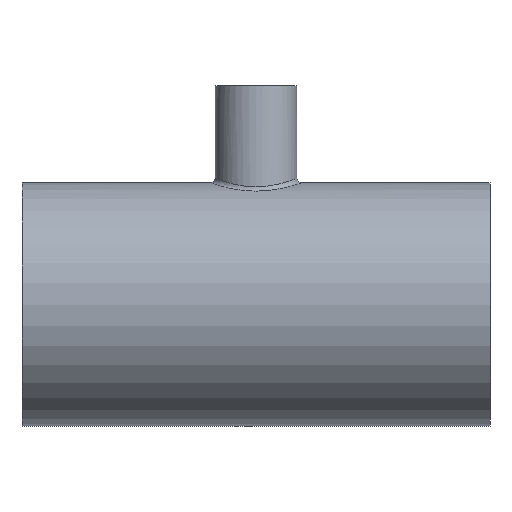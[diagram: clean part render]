
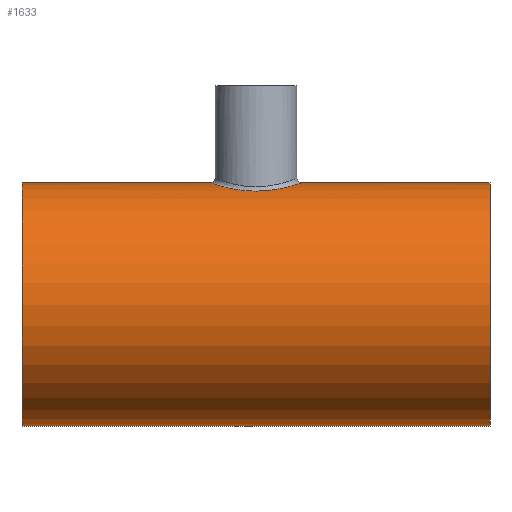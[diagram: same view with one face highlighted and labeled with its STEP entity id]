
A CAD part, front view. The second image highlights one B-rep face of the part: STEP entity #1633.
In plain terms, the highlighted cylindrical face has radius 52 mm (diameter 104 mm), a full revolution.
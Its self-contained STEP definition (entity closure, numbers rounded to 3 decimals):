
#1452=CARTESIAN_POINT('',(0.,-18.778,48.491));
#1453=VERTEX_POINT('',#1452);
#1532=CARTESIAN_POINT('',(0.,-18.778,48.491));
#1533=CARTESIAN_POINT('',(0.,-18.778,48.491));
#1534=CARTESIAN_POINT('',(0.,-18.778,48.491));
#1535=CARTESIAN_POINT('',(0.,-18.778,48.491));
#1536=CARTESIAN_POINT('',(1.099,-18.778,48.491));
#1537=CARTESIAN_POINT('',(2.563,-18.658,48.538));
#1538=CARTESIAN_POINT('',(4.72,-18.243,48.695));
#1539=CARTESIAN_POINT('',(6.485,-17.751,48.878));
#1540=CARTESIAN_POINT('',(8.497,-16.945,49.165));
#1541=CARTESIAN_POINT('',(10.412,-15.924,49.507));
#1542=CARTESIAN_POINT('',(12.046,-14.805,49.853));
#1543=CARTESIAN_POINT('',(13.142,-13.887,50.113));
#1544=CARTESIAN_POINT('',(14.176,-12.919,50.373));
#1545=CARTESIAN_POINT('',(15.421,-11.58,50.707));
#1546=CARTESIAN_POINT('',(16.66,-9.838,51.073));
#1547=CARTESIAN_POINT('',(17.569,-8.187,51.357));
#1548=CARTESIAN_POINT('',(18.347,-6.48,51.608));
#1549=CARTESIAN_POINT('',(19.004,-4.447,51.829));
#1550=CARTESIAN_POINT('',(19.334,-2.589,51.942));
#1551=CARTESIAN_POINT('',(19.518,-0.717,52.006));
#1552=CARTESIAN_POINT('',(19.519,0.942,52.006));
#1553=CARTESIAN_POINT('',(19.299,2.81,51.93));
#1554=CARTESIAN_POINT('',(19.025,4.201,51.836));
#1555=CARTESIAN_POINT('',(18.675,5.451,51.718));
#1556=CARTESIAN_POINT('',(18.361,6.338,51.614));
#1557=CARTESIAN_POINT('',(17.841,7.645,51.444));
#1558=CARTESIAN_POINT('',(16.94,9.444,51.155));
#1559=CARTESIAN_POINT('',(15.285,11.771,50.667));
#1560=CARTESIAN_POINT('',(13.322,13.806,50.147));
#1561=CARTESIAN_POINT('',(11.425,15.268,49.713));
#1562=CARTESIAN_POINT('',(9.887,16.2,49.413));
#1563=CARTESIAN_POINT('',(9.037,16.645,49.264));
#1564=CARTESIAN_POINT('',(7.308,17.471,48.982));
#1565=CARTESIAN_POINT('',(5.333,18.142,48.734));
#1566=CARTESIAN_POINT('',(2.931,18.582,48.567));
#1567=CARTESIAN_POINT('',(1.476,18.742,48.505));
#1568=CARTESIAN_POINT('',(-0.484,18.813,48.477));
#1569=CARTESIAN_POINT('',(-2.679,18.655,48.539));
#1570=CARTESIAN_POINT('',(-4.6,18.267,48.686));
#1571=CARTESIAN_POINT('',(-6.,17.878,48.831));
#1572=CARTESIAN_POINT('',(-7.147,17.49,48.971));
#1573=CARTESIAN_POINT('',(-8.934,16.738,49.236));
#1574=CARTESIAN_POINT('',(-11.048,15.557,49.627));
#1575=CARTESIAN_POINT('',(-13.304,13.823,50.142));
#1576=CARTESIAN_POINT('',(-14.957,12.111,50.58));
#1577=CARTESIAN_POINT('',(-16.038,10.705,50.89));
#1578=CARTESIAN_POINT('',(-16.562,9.921,51.046));
#1579=CARTESIAN_POINT('',(-17.463,8.457,51.32));
#1580=CARTESIAN_POINT('',(-18.323,6.635,51.599));
#1581=CARTESIAN_POINT('',(-19.121,3.929,51.869));
#1582=CARTESIAN_POINT('',(-19.517,1.435,52.006));
#1583=CARTESIAN_POINT('',(-19.519,-0.923,52.007));
#1584=CARTESIAN_POINT('',(-19.3,-2.801,51.931));
#1585=CARTESIAN_POINT('',(-18.938,-4.645,51.806));
#1586=CARTESIAN_POINT('',(-18.214,-6.905,51.563));
#1587=CARTESIAN_POINT('',(-16.933,-9.451,51.154));
#1588=CARTESIAN_POINT('',(-15.031,-12.135,50.591));
#1589=CARTESIAN_POINT('',(-12.782,-14.302,50.009));
#1590=CARTESIAN_POINT('',(-10.429,-15.912,49.51));
#1591=CARTESIAN_POINT('',(-8.518,-16.936,49.168));
#1592=CARTESIAN_POINT('',(-6.481,-17.753,48.878));
#1593=CARTESIAN_POINT('',(-4.369,-18.341,48.659));
#1594=CARTESIAN_POINT('',(-2.204,-18.698,48.522));
#1595=CARTESIAN_POINT('',(-0.732,-18.778,48.491));
#1596=CARTESIAN_POINT('',(0.,-18.778,48.491));
#1597=B_SPLINE_CURVE_WITH_KNOTS('',3,(#1532,#1533,#1534,#1535,#1536,#1537,#1538,#1539,#1540,#1541,#1542,#1543,#1544,#1545,#1546,#1547,#1548,#1549,#1550,#1551,#1552,#1553,#1554,#1555,#1556,#1557,#1558,#1559,#1560,#1561,#1562,#1563,#1564,#1565,#1566,#1567,#1568,#1569,#1570,#1571,#1572,#1573,#1574,#1575,#1576,#1577,#1578,#1579,#1580,#1581,#1582,#1583,#1584,#1585,#1586,#1587,#1588,#1589,#1590,#1591,#1592,#1593,#1594,#1595,#1596),.UNSPECIFIED.,.T.,.U.,(4,3,1,1,1,1,1,1,1,1,1,1,1,1,1,1,1,1,1,1,1,1,1,1,1,1,1,1,1,1,1,1,1,1,1,1,1,1,1,1,1,1,1,1,1,1,1,1,1,1,1,1,1,1,1,1,1,1,1,1,4),(-10.638,-10.638,-10.353,-10.258,-10.068,-9.878,-9.688,-9.498,-9.355,-9.308,-9.118,-8.865,-8.738,-8.611,-8.358,-8.168,-8.105,-7.852,-7.725,-7.598,-7.472,-7.377,-7.345,-7.092,-6.838,-6.585,-6.332,-6.205,-6.11,-6.079,-5.699,-5.572,-5.445,-5.319,-5.066,-4.876,-4.812,-4.686,-4.559,-4.306,-4.052,-3.799,-3.673,-3.578,-3.546,-3.208,-3.039,-2.786,-2.533,-2.406,-2.279,-2.026,-1.773,-1.52,-1.14,-0.95,-0.76,-0.57,-0.38,-0.19,0.),.UNSPECIFIED.);
#1598=EDGE_CURVE('',#1453,#1453,#1597,.T.);
#1603=CARTESIAN_POINT('',(0.0,0.0,0.0));
#1604=DIRECTION('',(-1.0,0.0,0.0));
#1605=DIRECTION('',(0.0,-1.0,0.0));
#1606=AXIS2_PLACEMENT_3D('',#1603,#1604,#1605);
#1607=CYLINDRICAL_SURFACE('',#1606,52.);
#1608=CARTESIAN_POINT('',(100.0,-52.,0.0));
#1609=VERTEX_POINT('',#1608);
#1610=CARTESIAN_POINT('',(100.0,0.0,0.0));
#1611=DIRECTION('',(-1.0,0.0,0.0));
#1612=DIRECTION('',(0.0,-1.0,0.0));
#1613=AXIS2_PLACEMENT_3D('',#1610,#1611,#1612);
#1614=CIRCLE('',#1613,52.);
#1615=EDGE_CURVE('',#1609,#1609,#1614,.T.);
#1616=ORIENTED_EDGE('',*,*,#1615,.T.);
#1617=EDGE_LOOP('',(#1616));
#1618=FACE_OUTER_BOUND('',#1617,.T.);
#1619=CARTESIAN_POINT('',(-100.0,-52.,0.0));
#1620=VERTEX_POINT('',#1619);
#1621=CARTESIAN_POINT('',(-100.0,0.0,0.0));
#1622=DIRECTION('',(-1.0,0.0,0.0));
#1623=DIRECTION('',(0.0,-1.0,0.0));
#1624=AXIS2_PLACEMENT_3D('',#1621,#1622,#1623);
#1625=CIRCLE('',#1624,52.);
#1626=EDGE_CURVE('',#1620,#1620,#1625,.T.);
#1627=ORIENTED_EDGE('',*,*,#1626,.F.);
#1628=EDGE_LOOP('',(#1627));
#1629=FACE_BOUND('',#1628,.T.);
#1630=ORIENTED_EDGE('',*,*,#1598,.F.);
#1631=EDGE_LOOP('',(#1630));
#1632=FACE_BOUND('',#1631,.T.);
#1633=ADVANCED_FACE('',(#1618,#1629,#1632),#1607,.T.);
